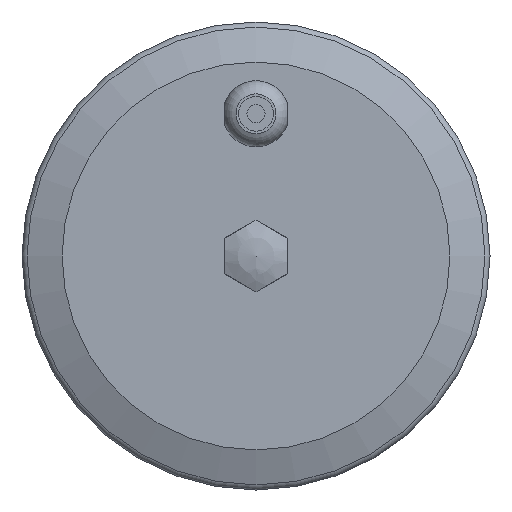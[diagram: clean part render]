
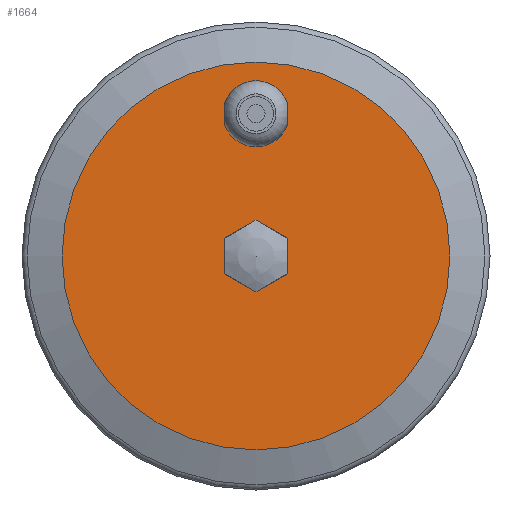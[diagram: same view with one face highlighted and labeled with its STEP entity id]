
A CAD part, left-side view. The second image highlights one B-rep face of the part: STEP entity #1664.
In plain terms, the highlighted planar face has unit normal (-1, 0, 0).
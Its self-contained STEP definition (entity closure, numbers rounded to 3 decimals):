
#32=PLANE('',#1785);
#100=LINE('',#2444,#130);
#102=LINE('',#2450,#132);
#104=LINE('',#2456,#134);
#106=LINE('',#2462,#136);
#108=LINE('',#2468,#138);
#109=LINE('',#2471,#139);
#110=LINE('',#2473,#140);
#111=LINE('',#2474,#141);
#130=VECTOR('',#1994,1000.);
#132=VECTOR('',#2000,1000.);
#134=VECTOR('',#2006,1000.);
#136=VECTOR('',#2012,1000.);
#138=VECTOR('',#2018,1000.);
#139=VECTOR('',#2023,1000.);
#140=VECTOR('',#2026,1000.);
#141=VECTOR('',#2027,1000.);
#219=ORIENTED_EDGE('',*,*,#404,.F.);
#220=ORIENTED_EDGE('',*,*,#443,.F.);
#221=ORIENTED_EDGE('',*,*,#413,.F.);
#222=ORIENTED_EDGE('',*,*,#444,.T.);
#223=ORIENTED_EDGE('',*,*,#445,.T.);
#224=ORIENTED_EDGE('',*,*,#442,.T.);
#225=ORIENTED_EDGE('',*,*,#428,.T.);
#226=ORIENTED_EDGE('',*,*,#431,.T.);
#227=ORIENTED_EDGE('',*,*,#434,.T.);
#228=ORIENTED_EDGE('',*,*,#437,.T.);
#229=ORIENTED_EDGE('',*,*,#440,.T.);
#404=EDGE_CURVE('',#522,#523,#621,.T.);
#413=EDGE_CURVE('',#530,#532,#625,.T.);
#428=EDGE_CURVE('',#538,#540,#100,.T.);
#431=EDGE_CURVE('',#540,#542,#102,.T.);
#434=EDGE_CURVE('',#542,#544,#104,.T.);
#437=EDGE_CURVE('',#544,#546,#106,.T.);
#440=EDGE_CURVE('',#546,#548,#108,.T.);
#442=EDGE_CURVE('',#548,#538,#109,.T.);
#443=EDGE_CURVE('',#532,#522,#110,.T.);
#444=EDGE_CURVE('',#530,#523,#111,.T.);
#445=EDGE_CURVE('',#549,#549,#636,.T.);
#522=VERTEX_POINT('',#2336);
#523=VERTEX_POINT('',#2337);
#530=VERTEX_POINT('',#2354);
#532=VERTEX_POINT('',#2357);
#538=VERTEX_POINT('',#2439);
#540=VERTEX_POINT('',#2443);
#542=VERTEX_POINT('',#2449);
#544=VERTEX_POINT('',#2455);
#546=VERTEX_POINT('',#2461);
#548=VERTEX_POINT('',#2467);
#549=VERTEX_POINT('',#2476);
#621=CIRCLE('',#1759,12.8);
#625=CIRCLE('',#1765,12.8);
#636=CIRCLE('',#1786,75.);
#716=EDGE_LOOP('',(#219,#220,#221,#222));
#717=EDGE_LOOP('',(#223));
#718=EDGE_LOOP('',(#224,#225,#226,#227,#228,#229));
#870=FACE_BOUND('',#716,.T.);
#871=FACE_BOUND('',#717,.T.);
#872=FACE_BOUND('',#718,.T.);
#1664=ADVANCED_FACE('',(#870,#871,#872),#32,.T.);
#1759=AXIS2_PLACEMENT_3D('',#2335,#1954,#1955);
#1765=AXIS2_PLACEMENT_3D('',#2356,#1971,#1972);
#1785=AXIS2_PLACEMENT_3D('',#2472,#2024,#2025);
#1786=AXIS2_PLACEMENT_3D('',#2475,#2028,#2029);
#1954=DIRECTION('',(-1.,0.,0.));
#1955=DIRECTION('',(0.,0.,1.));
#1971=DIRECTION('',(-1.,0.,0.));
#1972=DIRECTION('',(0.,0.,1.));
#1994=DIRECTION('',(0.,0.866,0.5));
#2000=DIRECTION('',(0.,0.,1.));
#2006=DIRECTION('',(0.,-0.866,0.5));
#2012=DIRECTION('',(0.,-0.866,-0.5));
#2018=DIRECTION('',(0.,0.,-1.));
#2023=DIRECTION('',(0.,0.866,-0.5));
#2024=DIRECTION('',(-1.,0.,0.));
#2025=DIRECTION('',(0.,0.,1.));
#2026=DIRECTION('',(0.,0.,-1.));
#2027=DIRECTION('',(0.,0.,-1.));
#2028=DIRECTION('',(-1.,0.,0.));
#2029=DIRECTION('',(0.,0.,1.));
#2335=CARTESIAN_POINT('',(-322.,0.,55.));
#2336=CARTESIAN_POINT('',(-322.,12.,50.546));
#2337=CARTESIAN_POINT('',(-322.,-12.,50.546));
#2354=CARTESIAN_POINT('',(-322.,-12.,59.454));
#2356=CARTESIAN_POINT('',(-322.,0.,55.));
#2357=CARTESIAN_POINT('',(-322.,12.,59.454));
#2439=CARTESIAN_POINT('',(-322.,0.,-13.856));
#2443=CARTESIAN_POINT('',(-322.,12.,-6.928));
#2444=CARTESIAN_POINT('',(-322.,0.,-13.856));
#2449=CARTESIAN_POINT('',(-322.,12.,6.928));
#2450=CARTESIAN_POINT('',(-322.,12.,-6.928));
#2455=CARTESIAN_POINT('',(-322.,0.,13.856));
#2456=CARTESIAN_POINT('',(-322.,12.,6.928));
#2461=CARTESIAN_POINT('',(-322.,-12.,6.928));
#2462=CARTESIAN_POINT('',(-322.,0.,13.856));
#2467=CARTESIAN_POINT('',(-322.,-12.,-6.928));
#2468=CARTESIAN_POINT('',(-322.,-12.,6.928));
#2471=CARTESIAN_POINT('',(-322.,-12.,-6.928));
#2472=CARTESIAN_POINT('',(-322.,0.,75.));
#2473=CARTESIAN_POINT('',(-322.,12.,59.454));
#2474=CARTESIAN_POINT('',(-322.,-12.,59.454));
#2475=CARTESIAN_POINT('',(-322.,0.,0.));
#2476=CARTESIAN_POINT('',(-322.,0.,75.));
